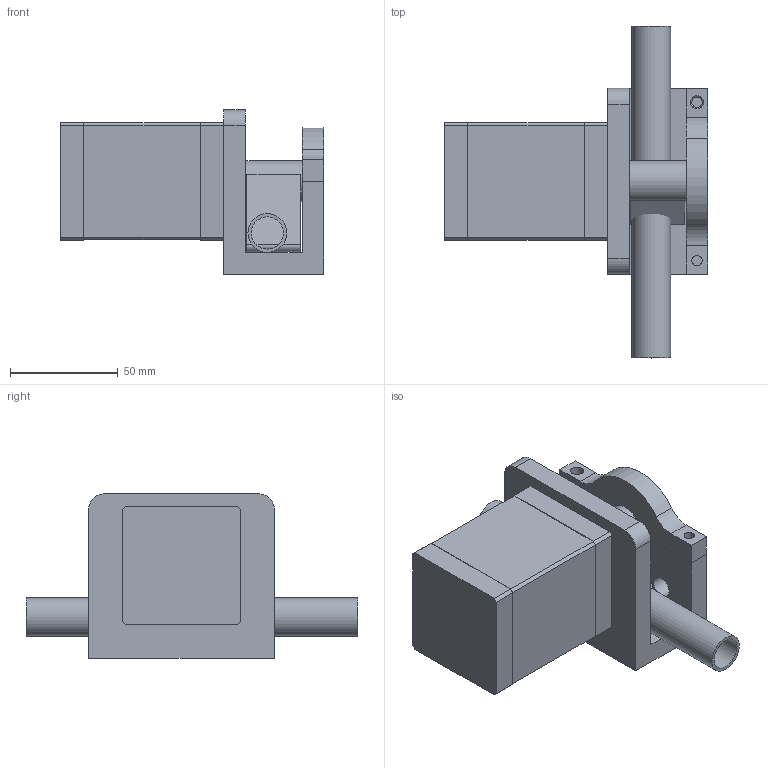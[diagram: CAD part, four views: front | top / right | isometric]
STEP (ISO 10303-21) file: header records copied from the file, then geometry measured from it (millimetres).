
FILE_DESCRIPTION(/* description */ (''),/* implementation_level */ '2;1');
FILE_NAME(/* name */ 'Válvula salida v9.step',/* time_stamp */ '2020-03-29T21:23:37+02:00',/* author */ (''),/* organization */ (''),/* preprocessor_version */ 'ST-DEVELOPER v18',/* originating_system */ 'Autodesk Translation Framework v8.12.0.6',/* authorisation */ '');
FILE_SCHEMA (('AUTOMOTIVE_DESIGN { 1 0 10303 214 3 1 1 }'));
Length unit declared in the file: millimetre
Products named in the file (6): Válvula salida; Soporte; leva; Cierre; manguera; Nema_23
Assembly tree (5 placements, depth 2):
  Válvula salida
    Soporte
    leva
    Cierre
    manguera
    Nema_23
Bounding box: 122.5 x 154.32 x 76.4 mm (x, y, z)
Volume: 384545.9 mm3; surface area: 81168.9 mm2
Topology: 5 solids, 5 shells, 121 faces, 273 edges, 179 vertices
Faces by surface type: plane 72, cylinder 37, cone 12
Full cylindrical faces by diameter (mm): 4.8 x3, 5 x4, 6 x5, 6.3 x1, 7.9 x1, 10 x6, 15 x1, 18 x1, 19 x1, 20 x1, 38.1 x1, 40.1 x1
Entity records: 3610 total; most frequent: DIRECTION 627, CARTESIAN_POINT 588, ORIENTED_EDGE 546, EDGE_CURVE 273, AXIS2_PLACEMENT_3D 224, LINE 179, VECTOR 179, VERTEX_POINT 179
